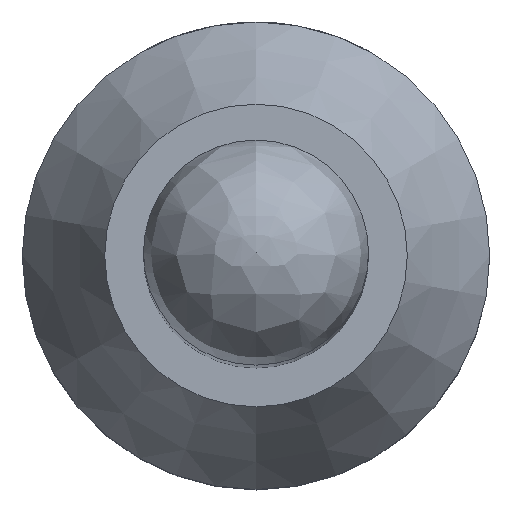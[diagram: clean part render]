
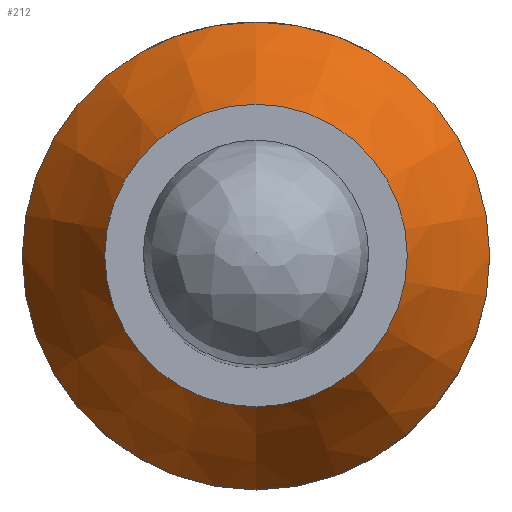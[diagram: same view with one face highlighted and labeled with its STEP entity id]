
A CAD part, top view. The second image highlights one B-rep face of the part: STEP entity #212.
In plain terms, the highlighted conical face has half-angle 30 degrees and reference radius 0.699 mm.
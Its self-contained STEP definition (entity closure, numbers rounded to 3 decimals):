
#142=CONICAL_SURFACE('',#436,0.699,30.);
#160=CIRCLE('',#417,1.08);
#167=CIRCLE('',#435,0.699);
#192=FACE_BOUND('',#254,.T.);
#193=FACE_BOUND('',#255,.T.);
#212=ADVANCED_FACE('',(#192,#193),#142,.T.);
#254=EDGE_LOOP('',(#310));
#255=EDGE_LOOP('',(#311));
#310=ORIENTED_EDGE('',*,*,#352,.F.);
#311=ORIENTED_EDGE('',*,*,#372,.F.);
#322=VERTEX_POINT('',#526);
#343=VERTEX_POINT('',#647);
#352=EDGE_CURVE('',#322,#322,#160,.T.);
#372=EDGE_CURVE('',#343,#343,#167,.T.);
#417=AXIS2_PLACEMENT_3D('',#525,#451,#452);
#435=AXIS2_PLACEMENT_3D('',#646,#491,#492);
#436=AXIS2_PLACEMENT_3D('',#648,#493,#494);
#451=DIRECTION('',(0.,0.,-1.));
#452=DIRECTION('',(0.,1.,0.));
#491=DIRECTION('',(0.,0.,1.));
#492=DIRECTION('',(1.,0.,0.));
#493=DIRECTION('',(0.,0.,-1.));
#494=DIRECTION('',(0.,1.,0.));
#525=CARTESIAN_POINT('',(0.,0.,1.24));
#526=CARTESIAN_POINT('',(0.,1.08,1.24));
#646=CARTESIAN_POINT('',(0.,0.,1.9));
#647=CARTESIAN_POINT('',(0.699,0.,1.9));
#648=CARTESIAN_POINT('',(0.,0.,1.9));
